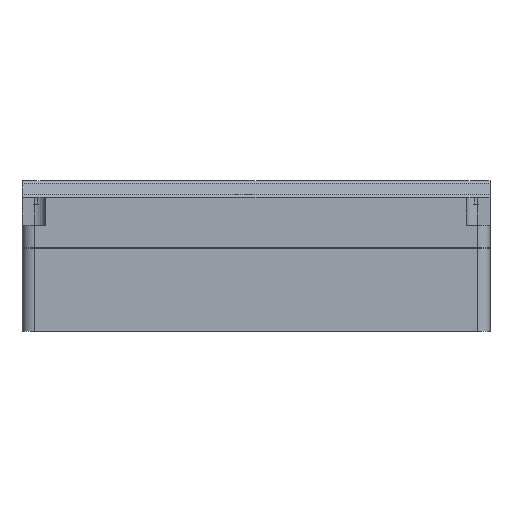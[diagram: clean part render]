
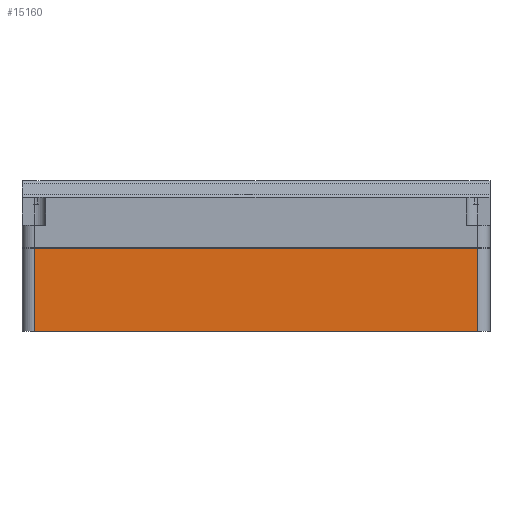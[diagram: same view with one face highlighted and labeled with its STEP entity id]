
A CAD part, front view. The second image highlights one B-rep face of the part: STEP entity #15160.
In plain terms, the highlighted planar face has unit normal (0, -1, 0).
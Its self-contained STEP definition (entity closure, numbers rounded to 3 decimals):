
#12420=CARTESIAN_POINT('',(-432.908,410.857,-60.5));
#12430=VERTEX_POINT('',#12420);
#12460=CARTESIAN_POINT('',(-631.908,410.857,-60.5));
#12470=DIRECTION('',(-1.,0.,0.));
#12480=VECTOR('',#12470,1.);
#12490=LINE('',#12460,#12480);
#12500=CARTESIAN_POINT('',(-830.908,410.857,-60.5));
#12510=VERTEX_POINT('',#12500);
#12520=EDGE_CURVE('',#12430,#12510,#12490,.T.);
#13970=CARTESIAN_POINT('',(-830.908,410.857,-135.));
#13980=VERTEX_POINT('',#13970);
#14010=CARTESIAN_POINT('',(-841.908,410.857,-135.));
#14020=DIRECTION('',(1.,0.,-0.));
#14030=VECTOR('',#14020,1.);
#14040=LINE('',#14010,#14030);
#14050=CARTESIAN_POINT('',(-432.908,410.857,-135.));
#14060=VERTEX_POINT('',#14050);
#14070=EDGE_CURVE('',#13980,#14060,#14040,.T.);
#14900=CARTESIAN_POINT('',(-432.908,410.857,-60.));
#14910=DIRECTION('',(0.,0.,-1.));
#14920=VECTOR('',#14910,1.);
#14930=LINE('',#14900,#14920);
#14940=EDGE_CURVE('',#12430,#14060,#14930,.T.);
#15000=CARTESIAN_POINT('',(-830.908,410.857,-60.));
#15010=DIRECTION('',(0.,-1.,0.));
#15020=DIRECTION('',(1.,0.,-0.));
#15030=AXIS2_PLACEMENT_3D('',#15000,#15010,#15020);
#15040=PLANE('',#15030);
#15050=ORIENTED_EDGE('',*,*,#14940,.F.);
#15060=ORIENTED_EDGE('',*,*,#14070,.T.);
#15070=CARTESIAN_POINT('',(-830.908,410.857,-60.));
#15080=DIRECTION('',(0.,0.,-1.));
#15090=VECTOR('',#15080,1.);
#15100=LINE('',#15070,#15090);
#15110=EDGE_CURVE('',#12510,#13980,#15100,.T.);
#15120=ORIENTED_EDGE('',*,*,#15110,.T.);
#15130=ORIENTED_EDGE('',*,*,#12520,.T.);
#15140=EDGE_LOOP('',(#15130,#15120,#15060,#15050));
#15150=FACE_OUTER_BOUND('',#15140,.T.);
#15160=ADVANCED_FACE('',(#15150),#15040,.T.);
